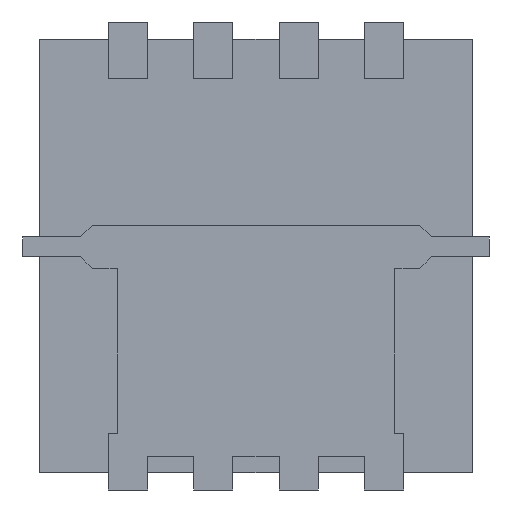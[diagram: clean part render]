
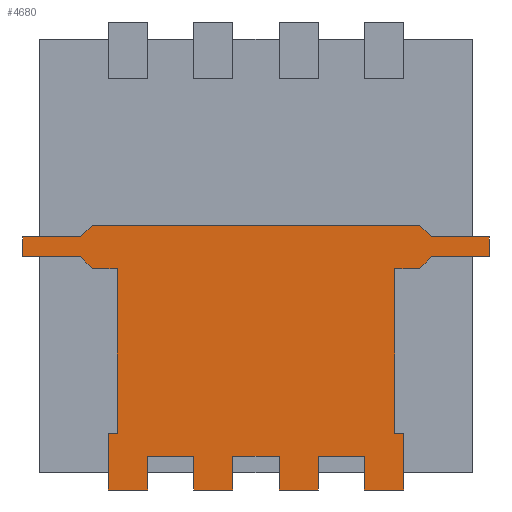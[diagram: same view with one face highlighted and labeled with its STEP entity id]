
A CAD part, front view. The second image highlights one B-rep face of the part: STEP entity #4680.
In plain terms, the highlighted planar face has unit normal (0, -1, 0).
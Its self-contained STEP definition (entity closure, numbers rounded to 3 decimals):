
#147=PLANE('',#4999);
#410=FACE_OUTER_BOUND('',#689,.T.);
#689=EDGE_LOOP('',(#3569,#3570,#3571,#3572,#3573,#3574,#3575,#3576,#3577,
#3578,#3579,#3580,#3581,#3582,#3583,#3584,#3585,#3586,#3587,#3588,#3589,
#3590,#3591,#3592,#3593,#3594,#3595,#3596,#3597,#3598,#3599,#3600));
#964=LINE('',#6581,#1600);
#968=LINE('',#6589,#1604);
#971=LINE('',#6595,#1607);
#974=LINE('',#6601,#1610);
#977=LINE('',#6607,#1613);
#980=LINE('',#6613,#1616);
#983=LINE('',#6619,#1619);
#986=LINE('',#6625,#1622);
#989=LINE('',#6631,#1625);
#992=LINE('',#6637,#1628);
#995=LINE('',#6643,#1631);
#998=LINE('',#6649,#1634);
#1001=LINE('',#6655,#1637);
#1004=LINE('',#6661,#1640);
#1007=LINE('',#6667,#1643);
#1010=LINE('',#6673,#1646);
#1013=LINE('',#6679,#1649);
#1016=LINE('',#6685,#1652);
#1019=LINE('',#6691,#1655);
#1022=LINE('',#6697,#1658);
#1025=LINE('',#6703,#1661);
#1028=LINE('',#6709,#1664);
#1031=LINE('',#6715,#1667);
#1034=LINE('',#6721,#1670);
#1037=LINE('',#6727,#1673);
#1040=LINE('',#6733,#1676);
#1043=LINE('',#6739,#1679);
#1046=LINE('',#6745,#1682);
#1049=LINE('',#6751,#1685);
#1052=LINE('',#6757,#1688);
#1055=LINE('',#6763,#1691);
#1058=LINE('',#6768,#1694);
#1600=VECTOR('',#5355,10.);
#1604=VECTOR('',#5361,10.);
#1607=VECTOR('',#5366,10.);
#1610=VECTOR('',#5371,10.);
#1613=VECTOR('',#5376,10.);
#1616=VECTOR('',#5381,10.);
#1619=VECTOR('',#5386,10.);
#1622=VECTOR('',#5391,10.);
#1625=VECTOR('',#5396,10.);
#1628=VECTOR('',#5401,10.);
#1631=VECTOR('',#5406,10.);
#1634=VECTOR('',#5411,10.);
#1637=VECTOR('',#5416,10.);
#1640=VECTOR('',#5421,10.);
#1643=VECTOR('',#5426,10.);
#1646=VECTOR('',#5431,10.);
#1649=VECTOR('',#5436,10.);
#1652=VECTOR('',#5441,10.);
#1655=VECTOR('',#5446,10.);
#1658=VECTOR('',#5451,10.);
#1661=VECTOR('',#5456,10.);
#1664=VECTOR('',#5461,10.);
#1667=VECTOR('',#5466,10.);
#1670=VECTOR('',#5471,10.);
#1673=VECTOR('',#5476,10.);
#1676=VECTOR('',#5481,10.);
#1679=VECTOR('',#5486,10.);
#1682=VECTOR('',#5491,10.);
#1685=VECTOR('',#5496,10.);
#1688=VECTOR('',#5501,10.);
#1691=VECTOR('',#5506,10.);
#1694=VECTOR('',#5511,10.);
#2229=VERTEX_POINT('',#6579);
#2230=VERTEX_POINT('',#6580);
#2233=VERTEX_POINT('',#6588);
#2235=VERTEX_POINT('',#6594);
#2237=VERTEX_POINT('',#6600);
#2239=VERTEX_POINT('',#6606);
#2241=VERTEX_POINT('',#6612);
#2243=VERTEX_POINT('',#6618);
#2245=VERTEX_POINT('',#6624);
#2247=VERTEX_POINT('',#6630);
#2249=VERTEX_POINT('',#6636);
#2251=VERTEX_POINT('',#6642);
#2253=VERTEX_POINT('',#6648);
#2255=VERTEX_POINT('',#6654);
#2257=VERTEX_POINT('',#6660);
#2259=VERTEX_POINT('',#6666);
#2261=VERTEX_POINT('',#6672);
#2263=VERTEX_POINT('',#6678);
#2265=VERTEX_POINT('',#6684);
#2267=VERTEX_POINT('',#6690);
#2269=VERTEX_POINT('',#6696);
#2271=VERTEX_POINT('',#6702);
#2273=VERTEX_POINT('',#6708);
#2275=VERTEX_POINT('',#6714);
#2277=VERTEX_POINT('',#6720);
#2279=VERTEX_POINT('',#6726);
#2281=VERTEX_POINT('',#6732);
#2283=VERTEX_POINT('',#6738);
#2285=VERTEX_POINT('',#6744);
#2287=VERTEX_POINT('',#6750);
#2289=VERTEX_POINT('',#6756);
#2291=VERTEX_POINT('',#6762);
#2686=EDGE_CURVE('',#2229,#2230,#964,.T.);
#2690=EDGE_CURVE('',#2230,#2233,#968,.T.);
#2693=EDGE_CURVE('',#2233,#2235,#971,.T.);
#2696=EDGE_CURVE('',#2237,#2235,#974,.T.);
#2699=EDGE_CURVE('',#2239,#2237,#977,.T.);
#2702=EDGE_CURVE('',#2239,#2241,#980,.T.);
#2705=EDGE_CURVE('',#2241,#2243,#983,.T.);
#2708=EDGE_CURVE('',#2245,#2243,#986,.T.);
#2711=EDGE_CURVE('',#2245,#2247,#989,.T.);
#2714=EDGE_CURVE('',#2249,#2247,#992,.T.);
#2717=EDGE_CURVE('',#2251,#2249,#995,.T.);
#2720=EDGE_CURVE('',#2251,#2253,#998,.T.);
#2723=EDGE_CURVE('',#2253,#2255,#1001,.T.);
#2726=EDGE_CURVE('',#2257,#2255,#1004,.T.);
#2729=EDGE_CURVE('',#2257,#2259,#1007,.T.);
#2732=EDGE_CURVE('',#2261,#2259,#1010,.T.);
#2735=EDGE_CURVE('',#2261,#2263,#1013,.T.);
#2738=EDGE_CURVE('',#2265,#2263,#1016,.T.);
#2741=EDGE_CURVE('',#2265,#2267,#1019,.T.);
#2744=EDGE_CURVE('',#2267,#2269,#1022,.T.);
#2747=EDGE_CURVE('',#2269,#2271,#1025,.T.);
#2750=EDGE_CURVE('',#2273,#2271,#1028,.T.);
#2753=EDGE_CURVE('',#2273,#2275,#1031,.T.);
#2756=EDGE_CURVE('',#2275,#2277,#1034,.T.);
#2759=EDGE_CURVE('',#2277,#2279,#1037,.T.);
#2762=EDGE_CURVE('',#2281,#2279,#1040,.T.);
#2765=EDGE_CURVE('',#2281,#2283,#1043,.T.);
#2768=EDGE_CURVE('',#2283,#2285,#1046,.T.);
#2771=EDGE_CURVE('',#2285,#2287,#1049,.T.);
#2774=EDGE_CURVE('',#2289,#2287,#1052,.T.);
#2777=EDGE_CURVE('',#2291,#2289,#1055,.T.);
#2780=EDGE_CURVE('',#2291,#2229,#1058,.T.);
#3569=ORIENTED_EDGE('',*,*,#2780,.T.);
#3570=ORIENTED_EDGE('',*,*,#2686,.T.);
#3571=ORIENTED_EDGE('',*,*,#2690,.T.);
#3572=ORIENTED_EDGE('',*,*,#2693,.T.);
#3573=ORIENTED_EDGE('',*,*,#2696,.F.);
#3574=ORIENTED_EDGE('',*,*,#2699,.F.);
#3575=ORIENTED_EDGE('',*,*,#2702,.T.);
#3576=ORIENTED_EDGE('',*,*,#2705,.T.);
#3577=ORIENTED_EDGE('',*,*,#2708,.F.);
#3578=ORIENTED_EDGE('',*,*,#2711,.T.);
#3579=ORIENTED_EDGE('',*,*,#2714,.F.);
#3580=ORIENTED_EDGE('',*,*,#2717,.F.);
#3581=ORIENTED_EDGE('',*,*,#2720,.T.);
#3582=ORIENTED_EDGE('',*,*,#2723,.T.);
#3583=ORIENTED_EDGE('',*,*,#2726,.F.);
#3584=ORIENTED_EDGE('',*,*,#2729,.T.);
#3585=ORIENTED_EDGE('',*,*,#2732,.F.);
#3586=ORIENTED_EDGE('',*,*,#2735,.T.);
#3587=ORIENTED_EDGE('',*,*,#2738,.F.);
#3588=ORIENTED_EDGE('',*,*,#2741,.T.);
#3589=ORIENTED_EDGE('',*,*,#2744,.T.);
#3590=ORIENTED_EDGE('',*,*,#2747,.T.);
#3591=ORIENTED_EDGE('',*,*,#2750,.F.);
#3592=ORIENTED_EDGE('',*,*,#2753,.T.);
#3593=ORIENTED_EDGE('',*,*,#2756,.T.);
#3594=ORIENTED_EDGE('',*,*,#2759,.T.);
#3595=ORIENTED_EDGE('',*,*,#2762,.F.);
#3596=ORIENTED_EDGE('',*,*,#2765,.T.);
#3597=ORIENTED_EDGE('',*,*,#2768,.T.);
#3598=ORIENTED_EDGE('',*,*,#2771,.T.);
#3599=ORIENTED_EDGE('',*,*,#2774,.F.);
#3600=ORIENTED_EDGE('',*,*,#2777,.F.);
#4680=ADVANCED_FACE('',(#410),#147,.F.);
#4999=AXIS2_PLACEMENT_3D('',#6771,#5515,#5516);
#5355=DIRECTION('',(0.707,0.,0.707));
#5361=DIRECTION('',(1.,0.,0.));
#5366=DIRECTION('',(0.,0.,1.));
#5371=DIRECTION('',(1.,0.,0.));
#5376=DIRECTION('',(0.707,0.,-0.707));
#5381=DIRECTION('',(-1.,0.,0.));
#5386=DIRECTION('',(-0.707,0.,-0.707));
#5391=DIRECTION('',(1.,0.,0.));
#5396=DIRECTION('',(0.,0.,-1.));
#5401=DIRECTION('',(-1.,0.,0.));
#5406=DIRECTION('',(-0.707,0.,0.707));
#5411=DIRECTION('',(1.,0.,0.));
#5416=DIRECTION('',(0.,0.,-1.));
#5421=DIRECTION('',(1.,0.,0.));
#5426=DIRECTION('',(0.,0.,-1.));
#5431=DIRECTION('',(-1.,0.,0.));
#5436=DIRECTION('',(0.,0.,1.));
#5441=DIRECTION('',(-1.,0.,0.));
#5446=DIRECTION('',(0.,0.,-1.));
#5451=DIRECTION('',(1.,0.,0.));
#5456=DIRECTION('',(0.,0.,1.));
#5461=DIRECTION('',(-1.,0.,0.));
#5466=DIRECTION('',(0.,0.,-1.));
#5471=DIRECTION('',(1.,0.,0.));
#5476=DIRECTION('',(0.,0.,1.));
#5481=DIRECTION('',(-1.,0.,0.));
#5486=DIRECTION('',(0.,0.,-1.));
#5491=DIRECTION('',(1.,0.,0.));
#5496=DIRECTION('',(0.,0.,1.));
#5501=DIRECTION('',(1.,0.,0.));
#5506=DIRECTION('',(0.,0.,-1.));
#5511=DIRECTION('',(1.,0.,0.));
#5515=DIRECTION('center_axis',(0.,1.,0.));
#5516=DIRECTION('ref_axis',(1.,0.,0.));
#6579=CARTESIAN_POINT('',(1.245,0.,-0.095));
#6580=CARTESIAN_POINT('',(1.335,0.,-0.005));
#6581=CARTESIAN_POINT('',(1.245,0.,-0.095));
#6588=CARTESIAN_POINT('',(1.775,0.,-0.005));
#6589=CARTESIAN_POINT('',(1.335,0.,-0.005));
#6594=CARTESIAN_POINT('',(1.775,0.,0.145));
#6595=CARTESIAN_POINT('',(1.775,0.,0.07));
#6600=CARTESIAN_POINT('',(1.335,0.,0.145));
#6601=CARTESIAN_POINT('',(1.335,0.,0.145));
#6606=CARTESIAN_POINT('',(1.245,0.,0.235));
#6607=CARTESIAN_POINT('',(1.245,0.,0.235));
#6612=CARTESIAN_POINT('',(-1.245,0.,0.235));
#6613=CARTESIAN_POINT('',(1.245,0.,0.235));
#6618=CARTESIAN_POINT('',(-1.335,0.,0.145));
#6619=CARTESIAN_POINT('',(-1.245,0.,0.235));
#6624=CARTESIAN_POINT('',(-1.775,0.,0.145));
#6625=CARTESIAN_POINT('',(-1.775,0.,0.145));
#6630=CARTESIAN_POINT('',(-1.775,0.,-0.005));
#6631=CARTESIAN_POINT('',(-1.775,0.,0.07));
#6636=CARTESIAN_POINT('',(-1.335,0.,-0.005));
#6637=CARTESIAN_POINT('',(-1.335,0.,-0.005));
#6642=CARTESIAN_POINT('',(-1.245,0.,-0.095));
#6643=CARTESIAN_POINT('',(-1.245,0.,-0.095));
#6648=CARTESIAN_POINT('',(-1.055,0.,-0.095));
#6649=CARTESIAN_POINT('',(-1.245,0.,-0.095));
#6654=CARTESIAN_POINT('',(-1.055,0.,-1.35));
#6655=CARTESIAN_POINT('',(-1.055,0.,-0.095));
#6660=CARTESIAN_POINT('',(-1.125,0.,-1.35));
#6661=CARTESIAN_POINT('',(-1.125,0.,-1.35));
#6666=CARTESIAN_POINT('',(-1.125,0.,-1.78));
#6667=CARTESIAN_POINT('',(-1.125,0.,-1.35));
#6672=CARTESIAN_POINT('',(-0.825,0.,-1.78));
#6673=CARTESIAN_POINT('',(-0.825,0.,-1.78));
#6678=CARTESIAN_POINT('',(-0.825,0.,-1.525));
#6679=CARTESIAN_POINT('',(-0.825,0.,-1.78));
#6684=CARTESIAN_POINT('',(-0.475,0.,-1.525));
#6685=CARTESIAN_POINT('',(1.525,0.,-1.525));
#6690=CARTESIAN_POINT('',(-0.475,0.,-1.78));
#6691=CARTESIAN_POINT('',(-0.475,0.,-1.35));
#6696=CARTESIAN_POINT('',(-0.175,0.,-1.78));
#6697=CARTESIAN_POINT('',(-0.475,0.,-1.78));
#6702=CARTESIAN_POINT('',(-0.175,0.,-1.525));
#6703=CARTESIAN_POINT('',(-0.175,0.,-1.78));
#6708=CARTESIAN_POINT('',(0.175,0.,-1.525));
#6709=CARTESIAN_POINT('',(1.525,0.,-1.525));
#6714=CARTESIAN_POINT('',(0.175,0.,-1.78));
#6715=CARTESIAN_POINT('',(0.175,0.,-1.35));
#6720=CARTESIAN_POINT('',(0.475,0.,-1.78));
#6721=CARTESIAN_POINT('',(0.175,0.,-1.78));
#6726=CARTESIAN_POINT('',(0.475,0.,-1.525));
#6727=CARTESIAN_POINT('',(0.475,0.,-1.78));
#6732=CARTESIAN_POINT('',(0.825,0.,-1.525));
#6733=CARTESIAN_POINT('',(1.525,0.,-1.525));
#6738=CARTESIAN_POINT('',(0.825,0.,-1.78));
#6739=CARTESIAN_POINT('',(0.825,0.,-1.35));
#6744=CARTESIAN_POINT('',(1.125,0.,-1.78));
#6745=CARTESIAN_POINT('',(0.825,0.,-1.78));
#6750=CARTESIAN_POINT('',(1.125,0.,-1.35));
#6751=CARTESIAN_POINT('',(1.125,0.,-1.78));
#6756=CARTESIAN_POINT('',(1.055,0.,-1.35));
#6757=CARTESIAN_POINT('',(0.825,0.,-1.35));
#6762=CARTESIAN_POINT('',(1.055,0.,-0.095));
#6763=CARTESIAN_POINT('',(1.055,0.,-0.095));
#6768=CARTESIAN_POINT('',(-1.245,0.,-0.095));
#6771=CARTESIAN_POINT('Origin',(0.,0.,-0.773));
